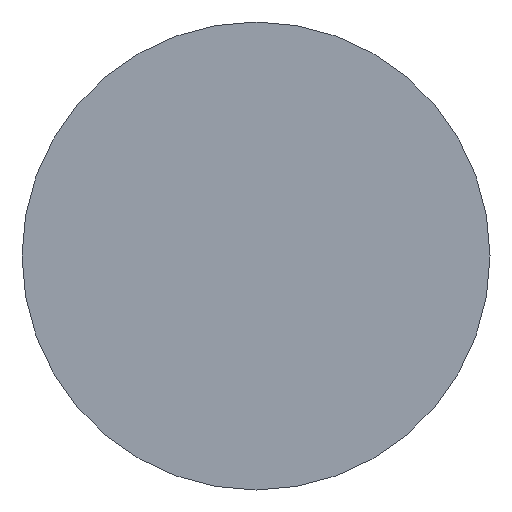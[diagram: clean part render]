
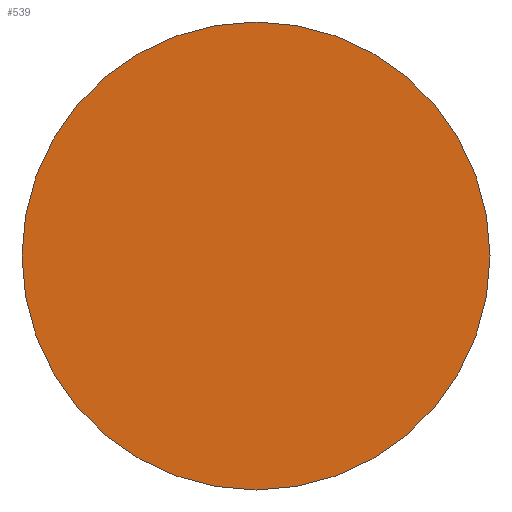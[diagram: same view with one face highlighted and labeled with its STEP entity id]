
A CAD part, left-side view. The second image highlights one B-rep face of the part: STEP entity #539.
In plain terms, the highlighted planar face has unit normal (-1, 0, 0).
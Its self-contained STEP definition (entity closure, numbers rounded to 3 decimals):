
#66 = DIRECTION ( 'NONE',  ( 1., 0., 0. ) ) ;
#87 = DIRECTION ( 'NONE',  ( 1., 0., 0. ) ) ;
#111 = CARTESIAN_POINT ( 'NONE',  ( 0., 0., 0. ) ) ;
#123 = DIRECTION ( 'NONE',  ( 0., 1., 0. ) ) ;
#150 = CIRCLE ( 'NONE', #436, 0.635 ) ;
#183 = EDGE_LOOP ( 'NONE', ( #559, #358 ) ) ;
#199 = AXIS2_PLACEMENT_3D ( 'NONE', #557, #66, #255 ) ;
#203 = PLANE ( 'NONE',  #199 ) ;
#216 = AXIS2_PLACEMENT_3D ( 'NONE', #111, #294, #123 ) ;
#232 = EDGE_CURVE ( 'NONE', #312, #318, #150, .T. ) ;
#255 = DIRECTION ( 'NONE',  ( 0., 1., 0. ) ) ;
#274 = CARTESIAN_POINT ( 'NONE',  ( 0., 0., 0. ) ) ;
#294 = DIRECTION ( 'NONE',  ( 1., 0., 0. ) ) ;
#312 = VERTEX_POINT ( 'NONE', #406 ) ;
#318 = VERTEX_POINT ( 'NONE', #491 ) ;
#319 = DIRECTION ( 'NONE',  ( 0., 1., 0. ) ) ;
#358 = ORIENTED_EDGE ( 'NONE', *, *, #582, .F. ) ;
#406 = CARTESIAN_POINT ( 'NONE',  ( 0., 0.635, 0. ) ) ;
#431 = CIRCLE ( 'NONE', #216, 0.635 ) ;
#436 = AXIS2_PLACEMENT_3D ( 'NONE', #274, #87, #319 ) ;
#462 = FACE_OUTER_BOUND ( 'NONE', #183, .T. ) ;
#491 = CARTESIAN_POINT ( 'NONE',  ( 0., -0.635, 0. ) ) ;
#539 = ADVANCED_FACE ( 'NONE', ( #462 ), #203, .F. ) ;
#557 = CARTESIAN_POINT ( 'NONE',  ( 0., 0., 0. ) ) ;
#559 = ORIENTED_EDGE ( 'NONE', *, *, #232, .F. ) ;
#582 = EDGE_CURVE ( 'NONE', #318, #312, #431, .T. ) ;
